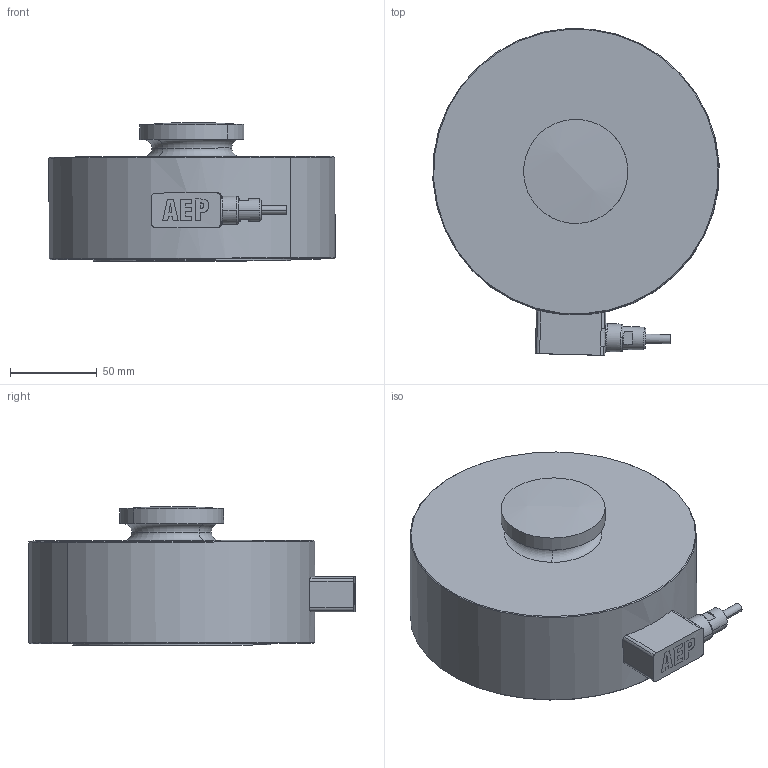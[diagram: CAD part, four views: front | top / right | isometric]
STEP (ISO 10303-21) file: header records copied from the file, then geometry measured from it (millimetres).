
FILE_DESCRIPTION(('STEP AP214'),'1');
FILE_NAME('C2S 50t to 100t.stp','2015-05-15T16:01:35',(' '),(' '),'Spatial InterOp 3D',' ',' ');
FILE_SCHEMA(('automotive_design'));
Length unit declared in the file: metre
Products named in the file (1): 1
Bounding box: 164.86 x 188.22 x 79.88 mm (x, y, z)
Volume: 1315870.5 mm3; surface area: 87822.8 mm2
Topology: 1 solids, 1 shells, 93 faces, 234 edges, 154 vertices
Faces by surface type: cylinder 37, plane 28, cone 14, torus 8, bspline 4, extrusion 1, sphere 1
Entity records: 3946 total; most frequent: CARTESIAN_POINT 916, DIRECTION 490, ORIENTED_EDGE 452, EDGE_CURVE 226, AXIS2_PLACEMENT_3D 192, VERTEX_POINT 154, EDGE_LOOP 112, VECTOR 106
